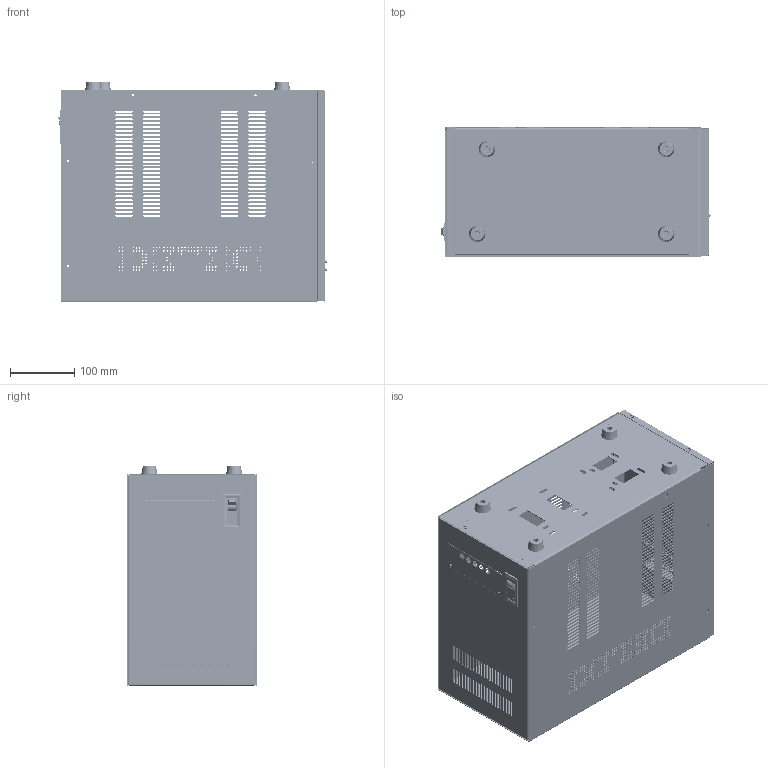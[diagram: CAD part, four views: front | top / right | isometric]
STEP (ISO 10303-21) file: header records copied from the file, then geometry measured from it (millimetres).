
FILE_DESCRIPTION(/* description */ (''),/* implementation_level */ '2;1');
FILE_NAME(/* name */ 'JJW-D3KVA三维图-202508.stp',/* time_stamp */ '2025-08-20T15:09:10+08:00',/* author */ (''),/* organization */ (''),/* preprocessor_version */ 'ST-DEVELOPER v20',/* originating_system */ 'SIEMENS PLM Software NX2312.1700',/* authorisation */ '');
FILE_SCHEMA (('AUTOMOTIVE_DESIGN { 1 0 10303 214 3 1 1 1 }'));
Products named in the file (11): JJW-D3K面板19244; 8530表架68359; JJW-D3K盖子6196; DZ47单联空开5506; JJW-D3K底板96781; JJW-D3K后板30839; 指示灯79926; JJW-D2K端子板72229; 断路器支架280634; TND-2K橡皮脚（13.6mm); JJW-D3KVA三维图-202505_step
Assembly tree (14 placements, depth 2):
  JJW-D3KVA三维图-202505_step
    TND-2K橡皮脚（13.6mm)  x4
    断路器支架280634
    JJW-D2K端子板72229
    指示灯79926  x2
    JJW-D3K后板30839
    JJW-D3K底板96781
    DZ47单联空开5506
    JJW-D3K盖子6196
    8530表架68359
    JJW-D3K面板19244
Bounding box: 419.53 x 202 x 343.6 mm (x, y, z)
Volume: 670250 mm3; surface area: 1211843 mm2
Topology: 16 solids, 18 shells, 3239 faces, 9123 edges, 5977 vertices
Faces by surface type: cylinder 1795, plane 1360, torus 52, bspline 16, cone 8, sphere 4, extrusion 4
Full cylindrical faces by diameter (mm): 3.5 x4, 7.97 x4
Entity records: 113157 total; most frequent: CARTESIAN_POINT 19186, DIRECTION 18928, ORIENTED_EDGE 18098, EDGE_CURVE 9049, AXIS2_PLACEMENT_3D 6762, VERTEX_POINT 5928, VECTOR 5404, LINE 5400
